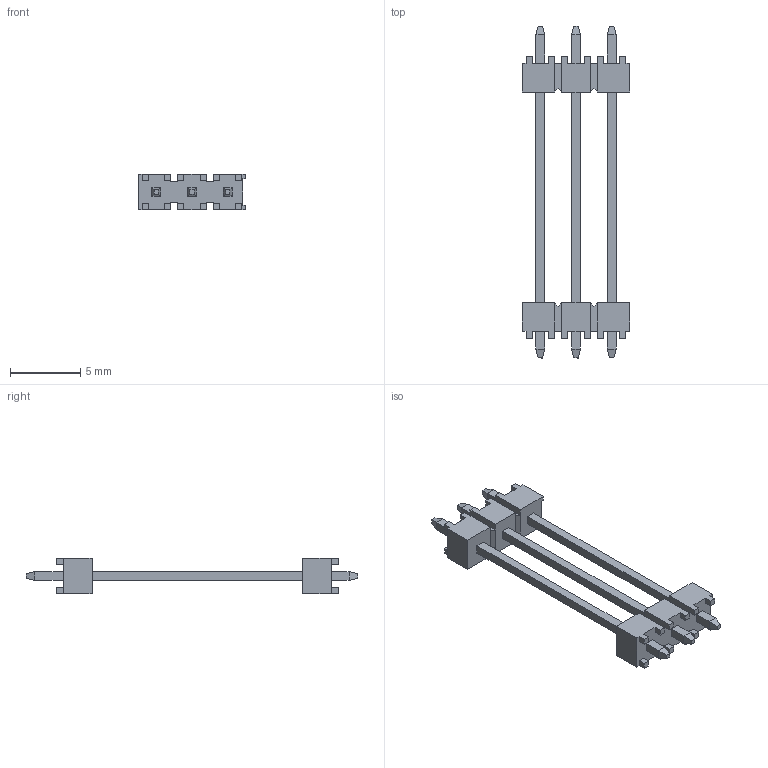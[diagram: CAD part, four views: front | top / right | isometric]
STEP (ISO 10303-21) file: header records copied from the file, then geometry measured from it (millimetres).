
FILE_DESCRIPTION (( 'STEP AP214' ), '1' );
FILE_NAME ('Samtec-ZW-03-11-T-S-790-55.STEP', '2014-10-14T08:16:35', ( 'Master' ), ( '' ), 'SwSTEP 2.0', 'SolidWorks 2013', '' );
FILE_SCHEMA (( 'AUTOMOTIVE_DESIGN' ));
Length unit declared in the file: inch
Products named in the file (1): Samtec-ZW-03-11-T-S-790-55
Bounding box: 7.62 x 23.62 x 2.54 mm (x, y, z)
Volume: 97.5 mm3; surface area: 339.9 mm2
Topology: 1 solids, 1 shells, 222 faces, 584 edges, 372 vertices
Faces by surface type: plane 222
Entity records: 7668 total; most frequent: CARTESIAN_POINT 1179, ORIENTED_EDGE 1168, DIRECTION 1030, EDGE_CURVE 584, LINE 584, VECTOR 584, VERTEX_POINT 372, EDGE_LOOP 234
